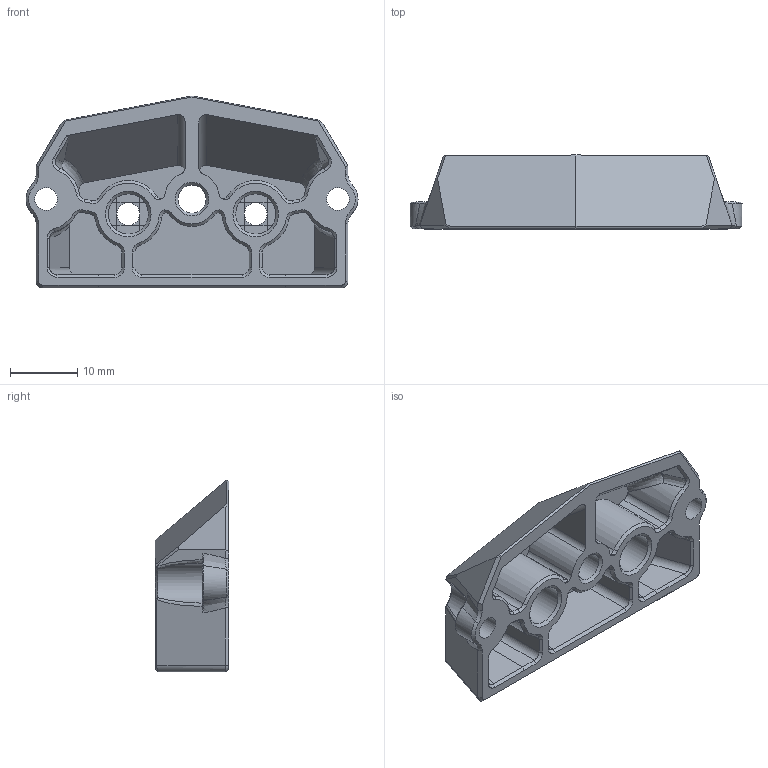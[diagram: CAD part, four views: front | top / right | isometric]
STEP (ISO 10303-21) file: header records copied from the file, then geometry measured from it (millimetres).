
FILE_DESCRIPTION(/* description */ ('STEP AP242','CAx-IF Rec.Pracs.---Representation and Presentation of Product Manufacturing Information (PMI)---4.0---2014-10-13','CAx-IF Rec.Pracs.---3D Tessellated Geometry---0.4---2014-09-14','2;1'),/* implementation_level */ '2;1');
FILE_NAME(/* name */ '63bbde532446b52603920687',/* time_stamp */ '2023-01-09T09:28:52+00:00',/* author */ (''),/* organization */ (''),/* preprocessor_version */ 'ST-DEVELOPER v18.102',/* originating_system */ ' ',/* authorisation */ ' ');
FILE_SCHEMA (('AP242_MANAGED_MODEL_BASED_3D_ENGINEERING_MIM_LF { 1 0 10303 442 1 1 4 }'));
Length unit declared in the file: metre
Products named in the file (1): LGX_Lite_adaptor
Bounding box: 49.5 x 11 x 28.62 mm (x, y, z)
Volume: 5776 mm3; surface area: 5560.5 mm2
Topology: 1 solids, 1 shells, 414 faces, 1069 edges, 670 vertices
Faces by surface type: plane 237, bspline 76, cylinder 56, cone 45
Full cylindrical faces by diameter (mm): 3.4 x4, 4.2 x1, 6 x2
Entity records: 12985 total; most frequent: CARTESIAN_POINT 3432, ORIENTED_EDGE 2106, DIRECTION 1737, EDGE_CURVE 1053, VERTEX_POINT 667, LINE 657, VECTOR 657, AXIS2_PLACEMENT_3D 540
